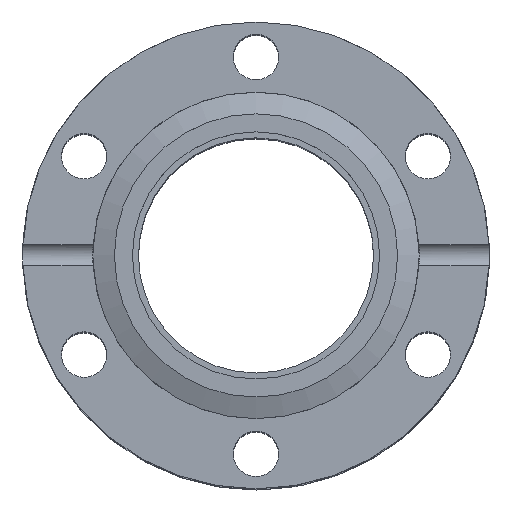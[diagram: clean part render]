
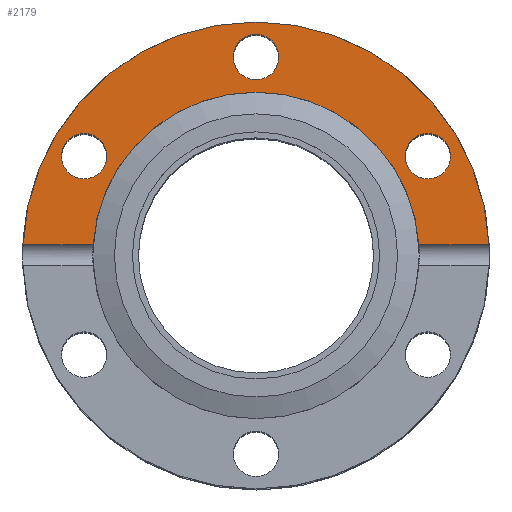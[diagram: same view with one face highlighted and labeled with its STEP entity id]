
A CAD part, top view. The second image highlights one B-rep face of the part: STEP entity #2179.
In plain terms, the highlighted planar face has unit normal (0, 0, 1).
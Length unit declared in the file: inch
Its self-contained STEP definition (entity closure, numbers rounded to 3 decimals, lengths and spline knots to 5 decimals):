
#89=PLANE('',#2405);
#181=FACE_BOUND('',#762,.T.);
#182=FACE_BOUND('',#763,.T.);
#183=FACE_BOUND('',#764,.T.);
#360=CIRCLE('',#2367,0.951);
#370=CIRCLE('',#2383,0.1325);
#372=CIRCLE('',#2386,0.1325);
#374=CIRCLE('',#2389,0.1325);
#381=CIRCLE('',#2403,1.36);
#565=FACE_OUTER_BOUND('',#761,.T.);
#761=EDGE_LOOP('',(#1586,#1587,#1588,#1589));
#762=EDGE_LOOP('',(#1590));
#763=EDGE_LOOP('',(#1591));
#764=EDGE_LOOP('',(#1592));
#1102=LINE('',#3516,#1110);
#1104=LINE('',#3567,#1112);
#1110=VECTOR('',#2737,0.3937);
#1112=VECTOR('',#2759,0.3937);
#1128=VERTEX_POINT('',#3481);
#1131=VERTEX_POINT('',#3501);
#1133=VERTEX_POINT('',#3520);
#1140=VERTEX_POINT('',#3558);
#1145=VERTEX_POINT('',#3580);
#1147=VERTEX_POINT('',#3585);
#1149=VERTEX_POINT('',#3590);
#1330=EDGE_CURVE('',#1128,#1131,#1102,.T.);
#1333=EDGE_CURVE('',#1131,#1133,#360,.T.);
#1342=EDGE_CURVE('',#1133,#1140,#1104,.T.);
#1347=EDGE_CURVE('',#1145,#1145,#370,.T.);
#1349=EDGE_CURVE('',#1147,#1147,#372,.T.);
#1351=EDGE_CURVE('',#1149,#1149,#374,.T.);
#1358=EDGE_CURVE('',#1128,#1140,#381,.T.);
#1586=ORIENTED_EDGE('',*,*,#1330,.T.);
#1587=ORIENTED_EDGE('',*,*,#1333,.T.);
#1588=ORIENTED_EDGE('',*,*,#1342,.T.);
#1589=ORIENTED_EDGE('',*,*,#1358,.F.);
#1590=ORIENTED_EDGE('',*,*,#1347,.T.);
#1591=ORIENTED_EDGE('',*,*,#1349,.T.);
#1592=ORIENTED_EDGE('',*,*,#1351,.T.);
#2179=ADVANCED_FACE('',(#565,#181,#182,#183),#89,.F.);
#2367=AXIS2_PLACEMENT_3D('',#3535,#2742,#2743);
#2383=AXIS2_PLACEMENT_3D('',#3581,#2776,#2777);
#2386=AXIS2_PLACEMENT_3D('',#3586,#2782,#2783);
#2389=AXIS2_PLACEMENT_3D('',#3591,#2788,#2789);
#2403=AXIS2_PLACEMENT_3D('',#3611,#2816,#2817);
#2405=AXIS2_PLACEMENT_3D('',#3614,#2820,#2821);
#2737=DIRECTION('',(1.,0.,0.));
#2742=DIRECTION('center_axis',(0.,0.,-1.));
#2743=DIRECTION('ref_axis',(0.,1.,0.));
#2759=DIRECTION('',(1.,0.,0.));
#2776=DIRECTION('center_axis',(0.,0.,-1.));
#2777=DIRECTION('ref_axis',(0.5,0.866,0.));
#2782=DIRECTION('center_axis',(0.,0.,-1.));
#2783=DIRECTION('ref_axis',(0.5,-0.866,0.));
#2788=DIRECTION('center_axis',(0.,0.,-1.));
#2789=DIRECTION('ref_axis',(1.,0.,0.));
#2816=DIRECTION('center_axis',(0.,0.,-1.));
#2817=DIRECTION('ref_axis',(-1.,0.,0.));
#2820=DIRECTION('center_axis',(0.,0.,-1.));
#2821=DIRECTION('ref_axis',(-1.,0.,0.));
#3481=CARTESIAN_POINT('',(-1.35861,0.06154,0.5));
#3501=CARTESIAN_POINT('',(-0.94901,0.06154,0.5));
#3516=CARTESIAN_POINT('',(-1.36,0.06154,0.5));
#3520=CARTESIAN_POINT('',(0.94901,0.06154,0.5));
#3535=CARTESIAN_POINT('Origin',(0.,0.,0.5));
#3558=CARTESIAN_POINT('',(1.35861,0.06154,0.5));
#3567=CARTESIAN_POINT('',(1.36,0.06154,0.5));
#3580=CARTESIAN_POINT('',(-0.93488,0.69275,0.5));
#3581=CARTESIAN_POINT('Origin',(-1.00113,0.578,0.5));
#3585=CARTESIAN_POINT('',(1.06738,0.46325,0.5));
#3586=CARTESIAN_POINT('Origin',(1.00113,0.578,0.5));
#3590=CARTESIAN_POINT('',(0.1325,1.156,0.5));
#3591=CARTESIAN_POINT('Origin',(0.,1.156,0.5));
#3611=CARTESIAN_POINT('Origin',(0.,0.,0.5));
#3614=CARTESIAN_POINT('Origin',(0.,0.,0.5));
